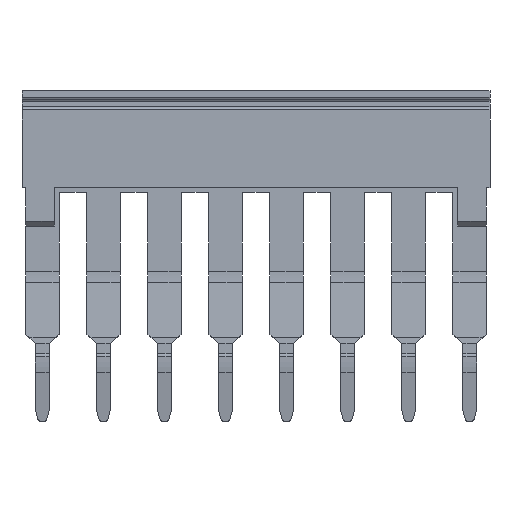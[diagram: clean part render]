
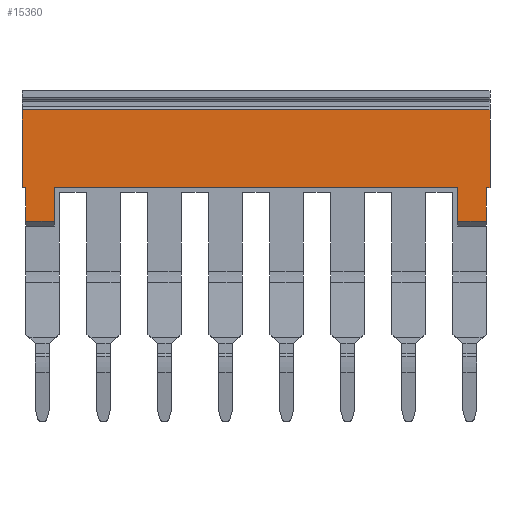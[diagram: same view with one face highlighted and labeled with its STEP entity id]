
A CAD part, front view. The second image highlights one B-rep face of the part: STEP entity #15360.
In plain terms, the highlighted planar face has unit normal (0, -1, 0).
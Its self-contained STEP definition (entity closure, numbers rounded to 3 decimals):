
#15283=AXIS2_PLACEMENT_3D('Plane Axis2P3D',#15280,#15281,#15282) ;
#15186=CARTESIAN_POINT('Vertex',(2.7,0.4,16.712)) ;
#15189=CARTESIAN_POINT('Line Origine',(1.5,0.4,16.712)) ;
#15193=CARTESIAN_POINT('Vertex',(0.3,0.4,16.712)) ;
#15227=CARTESIAN_POINT('Vertex',(2.7,0.4,19.512)) ;
#15230=CARTESIAN_POINT('Line Origine',(2.7,0.4,18.112)) ;
#15254=CARTESIAN_POINT('Line Origine',(19.55,0.4,19.512)) ;
#15258=CARTESIAN_POINT('Vertex',(36.4,0.4,19.512)) ;
#15280=CARTESIAN_POINT('Axis2P3D Location',(38.9,0.4,26.012)) ;
#15285=CARTESIAN_POINT('Line Origine',(0.3,0.4,18.112)) ;
#15289=CARTESIAN_POINT('Vertex',(0.3,0.4,19.512)) ;
#15292=CARTESIAN_POINT('Line Origine',(36.4,0.4,18.112)) ;
#15296=CARTESIAN_POINT('Vertex',(36.4,0.4,16.712)) ;
#15299=CARTESIAN_POINT('Line Origine',(37.6,0.4,16.712)) ;
#15303=CARTESIAN_POINT('Vertex',(38.8,0.4,16.712)) ;
#15306=CARTESIAN_POINT('Line Origine',(38.8,0.4,18.112)) ;
#15310=CARTESIAN_POINT('Vertex',(38.8,0.4,19.512)) ;
#15313=CARTESIAN_POINT('Line Origine',(38.95,0.4,19.512)) ;
#15317=CARTESIAN_POINT('Vertex',(39.1,0.4,19.512)) ;
#15320=CARTESIAN_POINT('Line Origine',(39.1,0.4,22.762)) ;
#15324=CARTESIAN_POINT('Vertex',(39.1,0.4,26.012)) ;
#15327=CARTESIAN_POINT('Line Origine',(19.55,0.4,26.012)) ;
#15331=CARTESIAN_POINT('Vertex',(0.,0.4,26.012)) ;
#15334=CARTESIAN_POINT('Line Origine',(0.,0.4,22.762)) ;
#15338=CARTESIAN_POINT('Vertex',(0.,0.4,19.512)) ;
#15341=CARTESIAN_POINT('Line Origine',(0.15,0.4,19.512)) ;
#15190=DIRECTION('Vector Direction',(1.,0.,0.)) ;
#15231=DIRECTION('Vector Direction',(0.,0.,1.)) ;
#15255=DIRECTION('Vector Direction',(-1.,0.,0.)) ;
#15281=DIRECTION('Axis2P3D Direction',(0.,1.,0.)) ;
#15282=DIRECTION('Axis2P3D XDirection',(0.,0.,-1.)) ;
#15286=DIRECTION('Vector Direction',(0.,0.,-1.)) ;
#15293=DIRECTION('Vector Direction',(0.,0.,1.)) ;
#15300=DIRECTION('Vector Direction',(-1.,0.,0.)) ;
#15307=DIRECTION('Vector Direction',(0.,0.,-1.)) ;
#15314=DIRECTION('Vector Direction',(-1.,0.,0.)) ;
#15321=DIRECTION('Vector Direction',(0.,0.,-1.)) ;
#15328=DIRECTION('Vector Direction',(-1.,0.,0.)) ;
#15335=DIRECTION('Vector Direction',(0.,0.,-1.)) ;
#15342=DIRECTION('Vector Direction',(1.,0.,0.)) ;
#15191=VECTOR('Line Direction',#15190,1.) ;
#15232=VECTOR('Line Direction',#15231,1.) ;
#15256=VECTOR('Line Direction',#15255,1.) ;
#15287=VECTOR('Line Direction',#15286,1.) ;
#15294=VECTOR('Line Direction',#15293,1.) ;
#15301=VECTOR('Line Direction',#15300,1.) ;
#15308=VECTOR('Line Direction',#15307,1.) ;
#15315=VECTOR('Line Direction',#15314,1.) ;
#15322=VECTOR('Line Direction',#15321,1.) ;
#15329=VECTOR('Line Direction',#15328,1.) ;
#15336=VECTOR('Line Direction',#15335,1.) ;
#15343=VECTOR('Line Direction',#15342,1.) ;
#15347=ORIENTED_EDGE('',*,*,#15291,.F.) ;
#15348=ORIENTED_EDGE('',*,*,#15195,.T.) ;
#15349=ORIENTED_EDGE('',*,*,#15234,.F.) ;
#15350=ORIENTED_EDGE('',*,*,#15260,.F.) ;
#15351=ORIENTED_EDGE('',*,*,#15298,.F.) ;
#15352=ORIENTED_EDGE('',*,*,#15305,.F.) ;
#15353=ORIENTED_EDGE('',*,*,#15312,.F.) ;
#15354=ORIENTED_EDGE('',*,*,#15319,.F.) ;
#15355=ORIENTED_EDGE('',*,*,#15326,.F.) ;
#15356=ORIENTED_EDGE('',*,*,#15333,.F.) ;
#15357=ORIENTED_EDGE('',*,*,#15340,.F.) ;
#15358=ORIENTED_EDGE('',*,*,#15345,.F.) ;
#15360=ADVANCED_FACE('Kunststoff',(#15359),#15284,.F.) ;
#15195=EDGE_CURVE('',#15194,#15187,#15192,.T.) ;
#15234=EDGE_CURVE('',#15228,#15187,#15233,.F.) ;
#15260=EDGE_CURVE('',#15259,#15228,#15257,.T.) ;
#15291=EDGE_CURVE('',#15194,#15290,#15288,.F.) ;
#15298=EDGE_CURVE('',#15297,#15259,#15295,.T.) ;
#15305=EDGE_CURVE('',#15304,#15297,#15302,.T.) ;
#15312=EDGE_CURVE('',#15311,#15304,#15309,.T.) ;
#15319=EDGE_CURVE('',#15318,#15311,#15316,.T.) ;
#15326=EDGE_CURVE('',#15325,#15318,#15323,.T.) ;
#15333=EDGE_CURVE('',#15332,#15325,#15330,.F.) ;
#15340=EDGE_CURVE('',#15339,#15332,#15337,.F.) ;
#15345=EDGE_CURVE('',#15290,#15339,#15344,.F.) ;
#15346=EDGE_LOOP('',(#15347,#15348,#15349,#15350,#15351,#15352,#15353,#15354,#15355,#15356,#15357,#15358)) ;
#15359=FACE_OUTER_BOUND('',#15346,.T.) ;
#15192=LINE('Line',#15189,#15191) ;
#15233=LINE('Line',#15230,#15232) ;
#15257=LINE('Line',#15254,#15256) ;
#15288=LINE('Line',#15285,#15287) ;
#15295=LINE('Line',#15292,#15294) ;
#15302=LINE('Line',#15299,#15301) ;
#15309=LINE('Line',#15306,#15308) ;
#15316=LINE('Line',#15313,#15315) ;
#15323=LINE('Line',#15320,#15322) ;
#15330=LINE('Line',#15327,#15329) ;
#15337=LINE('Line',#15334,#15336) ;
#15344=LINE('Line',#15341,#15343) ;
#15284=PLANE('',#15283) ;
#15187=VERTEX_POINT('',#15186) ;
#15194=VERTEX_POINT('',#15193) ;
#15228=VERTEX_POINT('',#15227) ;
#15259=VERTEX_POINT('',#15258) ;
#15290=VERTEX_POINT('',#15289) ;
#15297=VERTEX_POINT('',#15296) ;
#15304=VERTEX_POINT('',#15303) ;
#15311=VERTEX_POINT('',#15310) ;
#15318=VERTEX_POINT('',#15317) ;
#15325=VERTEX_POINT('',#15324) ;
#15332=VERTEX_POINT('',#15331) ;
#15339=VERTEX_POINT('',#15338) ;
